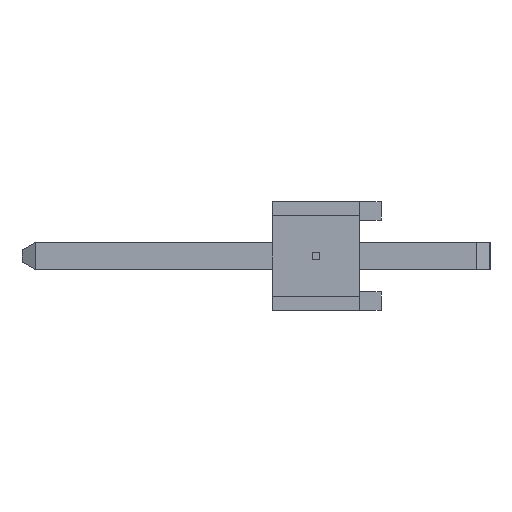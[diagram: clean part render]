
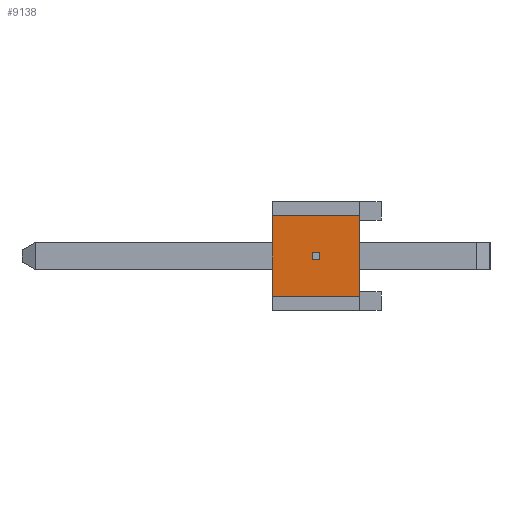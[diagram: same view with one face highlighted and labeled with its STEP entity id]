
A CAD part, left-side view. The second image highlights one B-rep face of the part: STEP entity #9138.
In plain terms, the highlighted planar face has unit normal (-1, 0, 0).
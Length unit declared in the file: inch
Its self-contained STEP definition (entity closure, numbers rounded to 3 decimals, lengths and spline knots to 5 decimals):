
#1231=ORIENTED_EDGE('',*,*,#3499,.F.);
#1232=ORIENTED_EDGE('',*,*,#3500,.F.);
#1233=ORIENTED_EDGE('',*,*,#3501,.F.);
#1234=ORIENTED_EDGE('',*,*,#3502,.F.);
#1235=ORIENTED_EDGE('',*,*,#3503,.F.);
#1236=ORIENTED_EDGE('',*,*,#3504,.F.);
#1237=ORIENTED_EDGE('',*,*,#3505,.F.);
#1238=ORIENTED_EDGE('',*,*,#3506,.F.);
#3499=EDGE_CURVE('',#4519,#4520,#5611,.T.);
#3500=EDGE_CURVE('',#4521,#4519,#5612,.T.);
#3501=EDGE_CURVE('',#4522,#4521,#5613,.T.);
#3502=EDGE_CURVE('',#4520,#4522,#5614,.T.);
#3503=EDGE_CURVE('',#4523,#4524,#5615,.T.);
#3504=EDGE_CURVE('',#4525,#4523,#5616,.T.);
#3505=EDGE_CURVE('',#4526,#4525,#5617,.T.);
#3506=EDGE_CURVE('',#4524,#4526,#5618,.T.);
#4519=VERTEX_POINT('',#13951);
#4520=VERTEX_POINT('',#13952);
#4521=VERTEX_POINT('',#13954);
#4522=VERTEX_POINT('',#13956);
#4523=VERTEX_POINT('',#13959);
#4524=VERTEX_POINT('',#13960);
#4525=VERTEX_POINT('',#13962);
#4526=VERTEX_POINT('',#13964);
#5611=LINE('',#13950,#6907);
#5612=LINE('',#13953,#6908);
#5613=LINE('',#13955,#6909);
#5614=LINE('',#13957,#6910);
#5615=LINE('',#13958,#6911);
#5616=LINE('',#13961,#6912);
#5617=LINE('',#13963,#6913);
#5618=LINE('',#13965,#6914);
#6907=VECTOR('',#11286,39.37008);
#6908=VECTOR('',#11287,39.37008);
#6909=VECTOR('',#11288,39.37008);
#6910=VECTOR('',#11289,39.37008);
#6911=VECTOR('',#11290,39.37008);
#6912=VECTOR('',#11291,39.37008);
#6913=VECTOR('',#11292,39.37008);
#6914=VECTOR('',#11293,39.37008);
#7557=EDGE_LOOP('',(#1231,#1232,#1233,#1234));
#7558=EDGE_LOOP('',(#1235,#1236,#1237,#1238));
#8099=FACE_BOUND('',#7557,.T.);
#8100=FACE_BOUND('',#7558,.T.);
#8641=PLANE('',#9661);
#9138=ADVANCED_FACE('',(#8099,#8100),#8641,.F.);
#9661=AXIS2_PLACEMENT_3D('',#13949,#11284,#11285);
#11284=DIRECTION('',(1.,0.,0.));
#11285=DIRECTION('',(0.,0.,-1.));
#11286=DIRECTION('',(0.,0.,-1.));
#11287=DIRECTION('',(0.,1.,0.));
#11288=DIRECTION('',(0.,0.,1.));
#11289=DIRECTION('',(0.,-1.,0.));
#11290=DIRECTION('',(0.,0.,-1.));
#11291=DIRECTION('',(0.,-1.,0.));
#11292=DIRECTION('',(0.,0.,1.));
#11293=DIRECTION('',(0.,1.,0.));
#13949=CARTESIAN_POINT('',(-0.542,0.,0.));
#13950=CARTESIAN_POINT('',(-0.542,0.06353,0.));
#13951=CARTESIAN_POINT('',(-0.542,0.06353,0.00339));
#13952=CARTESIAN_POINT('',(-0.542,0.06353,-0.00339));
#13953=CARTESIAN_POINT('',(-0.542,0.,0.00339));
#13954=CARTESIAN_POINT('',(-0.542,0.05647,0.00339));
#13955=CARTESIAN_POINT('',(-0.542,0.05647,0.));
#13956=CARTESIAN_POINT('',(-0.542,0.05647,-0.00339));
#13957=CARTESIAN_POINT('',(-0.542,0.,-0.00339));
#13958=CARTESIAN_POINT('',(-0.542,0.02,0.));
#13959=CARTESIAN_POINT('',(-0.542,0.02,0.037));
#13960=CARTESIAN_POINT('',(-0.542,0.02,-0.037));
#13961=CARTESIAN_POINT('',(-0.542,0.1,0.037));
#13962=CARTESIAN_POINT('',(-0.542,0.1,0.037));
#13963=CARTESIAN_POINT('',(-0.542,0.1,-0.037));
#13964=CARTESIAN_POINT('',(-0.542,0.1,-0.037));
#13965=CARTESIAN_POINT('',(-0.542,0.,-0.037));
